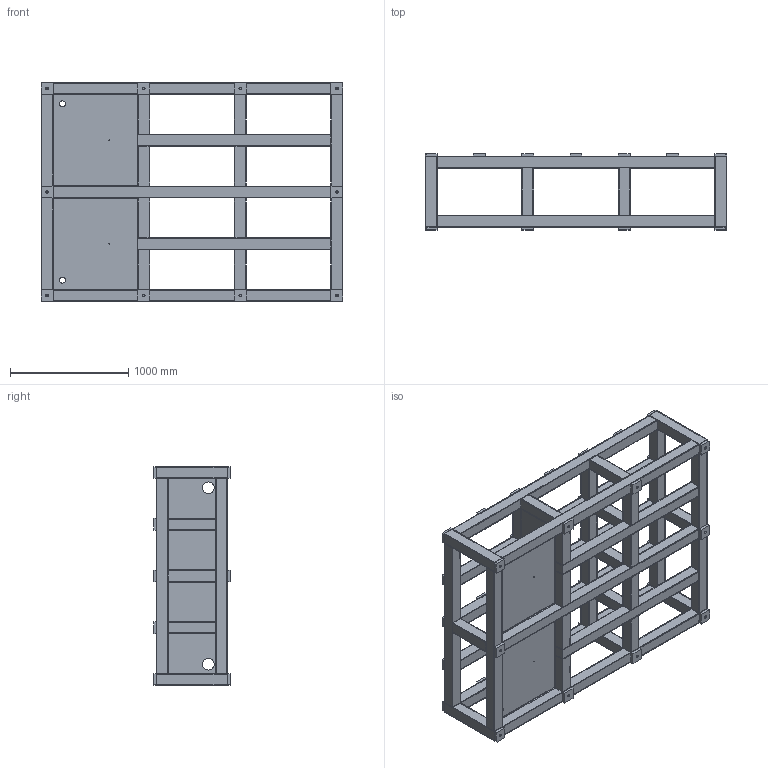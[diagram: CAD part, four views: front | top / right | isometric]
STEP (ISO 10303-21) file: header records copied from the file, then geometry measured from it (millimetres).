
FILE_DESCRIPTION (( 'STEP AP203' ), '1' );
FILE_NAME ('ｻ恝ﾜｼ､ｹ篋鋠ﾜ1ﾌﾗ.STEP', '2023-12-29T12:01:19', ( 'Windows ﾓﾃｻｧ' ), ( 'Microsoft' ), 'SwSTEP 2.0', 'SolidWorks 2020', '' );
FILE_SCHEMA (( 'CONFIG_CONTROL_DESIGN' ));
Length unit declared in the file: millimetre
Products named in the file (1): 儂殤慾嫖賃奪1杶
Bounding box: 2550 x 645 x 1850 mm (x, y, z)
Volume: 89853400 mm3; surface area: 36087661.4 mm2
Topology: 99 solids, 99 shells, 1414 faces, 3590 edges, 2372 vertices
Faces by surface type: plane 846, cylinder 568
Entity records: 43059 total; most frequent: DIRECTION 7492, CARTESIAN_POINT 7457, ORIENTED_EDGE 7180, EDGE_CURVE 3590, VECTOR 2502, LINE 2502, AXIS2_PLACEMENT_3D 2495, VERTEX_POINT 2372
